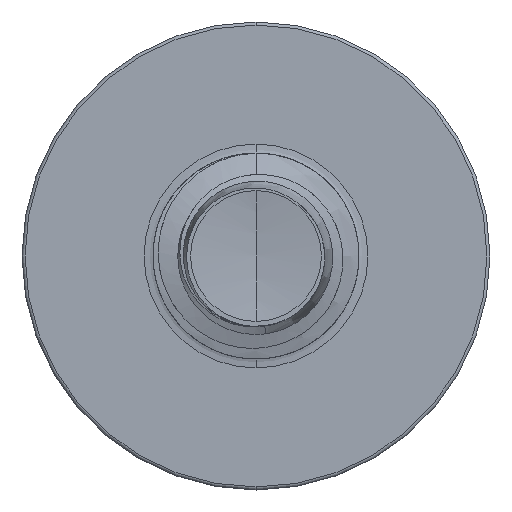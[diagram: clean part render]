
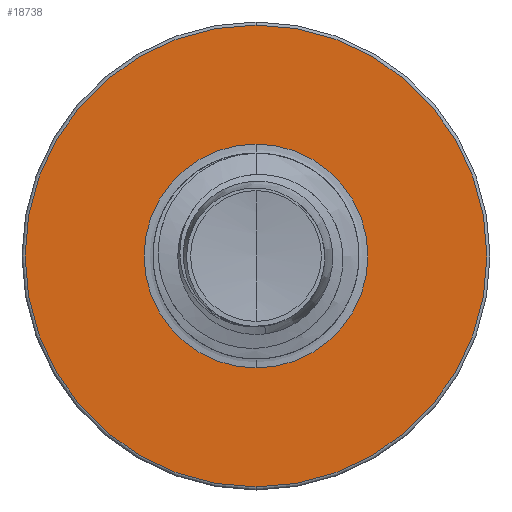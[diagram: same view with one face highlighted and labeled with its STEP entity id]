
A CAD part, front view. The second image highlights one B-rep face of the part: STEP entity #18738.
In plain terms, the highlighted planar face has unit normal (0, -1, 0).
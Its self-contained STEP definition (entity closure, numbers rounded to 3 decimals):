
#3432 = CIRCLE ( 'NONE', #11181, 2.467 ) ;
#3479 = ORIENTED_EDGE ( 'NONE', *, *, #19805, .F. ) ;
#3905 = CARTESIAN_POINT ( 'NONE',  ( 0., 7., 1.196 ) ) ;
#4542 = DIRECTION ( 'NONE',  ( 0., 0., 1. ) ) ;
#4597 = DIRECTION ( 'NONE',  ( 0., 1., 0. ) ) ;
#4645 = CARTESIAN_POINT ( 'NONE',  ( 0., 7., 0. ) ) ;
#4876 = AXIS2_PLACEMENT_3D ( 'NONE', #8834, #8831, #8790 ) ;
#6079 = FACE_BOUND ( 'NONE', #22532, .T. ) ;
#6216 = DIRECTION ( 'NONE',  ( 0., 0., 1. ) ) ;
#6251 = DIRECTION ( 'NONE',  ( 0., 1., 0. ) ) ;
#6264 = CARTESIAN_POINT ( 'NONE',  ( 0., 7., 0. ) ) ;
#8790 = DIRECTION ( 'NONE',  ( 0., 0., 1. ) ) ;
#8831 = DIRECTION ( 'NONE',  ( 0., 1., 0. ) ) ;
#8834 = CARTESIAN_POINT ( 'NONE',  ( 0., 7., 0. ) ) ;
#8939 = ORIENTED_EDGE ( 'NONE', *, *, #21259, .T. ) ;
#10655 = AXIS2_PLACEMENT_3D ( 'NONE', #12962, #12888, #12749 ) ;
#10819 = CARTESIAN_POINT ( 'NONE',  ( 0., 7., -1.196 ) ) ;
#10884 = VERTEX_POINT ( 'NONE', #10819 ) ;
#11181 = AXIS2_PLACEMENT_3D ( 'NONE', #6264, #6251, #6216 ) ;
#12609 = AXIS2_PLACEMENT_3D ( 'NONE', #14755, #15120, #14721 ) ;
#12749 = DIRECTION ( 'NONE',  ( 0., 0., 1. ) ) ;
#12888 = DIRECTION ( 'NONE',  ( 0., 1., 0. ) ) ;
#12962 = CARTESIAN_POINT ( 'NONE',  ( 0., 7., 0. ) ) ;
#13448 = EDGE_CURVE ( 'NONE', #22222, #20040, #21459, .T. ) ;
#14721 = DIRECTION ( 'NONE',  ( 0., 0., 1. ) ) ;
#14755 = CARTESIAN_POINT ( 'NONE',  ( 0., 7., -1.196 ) ) ;
#14792 = PLANE ( 'NONE',  #12609 ) ;
#15120 = DIRECTION ( 'NONE',  ( 0., 1., 0. ) ) ;
#15312 = AXIS2_PLACEMENT_3D ( 'NONE', #4645, #4597, #4542 ) ;
#15801 = CARTESIAN_POINT ( 'NONE',  ( 0., 7., 2.467 ) ) ;
#15961 = CIRCLE ( 'NONE', #4876, 1.196 ) ;
#16519 = CARTESIAN_POINT ( 'NONE',  ( 0., 7., -2.467 ) ) ;
#18116 = CIRCLE ( 'NONE', #10655, 1.196 ) ;
#18560 = FACE_OUTER_BOUND ( 'NONE', #22405, .T. ) ;
#18738 = ADVANCED_FACE ( 'NONE', ( #18560, #6079 ), #14792, .F. ) ;
#19197 = ORIENTED_EDGE ( 'NONE', *, *, #13448, .F. ) ;
#19805 = EDGE_CURVE ( 'NONE', #20040, #22222, #3432, .T. ) ;
#20040 = VERTEX_POINT ( 'NONE', #15801 ) ;
#20070 = EDGE_CURVE ( 'NONE', #10884, #21830, #18116, .T. ) ;
#21259 = EDGE_CURVE ( 'NONE', #21830, #10884, #15961, .T. ) ;
#21459 = CIRCLE ( 'NONE', #15312, 2.467 ) ;
#21830 = VERTEX_POINT ( 'NONE', #3905 ) ;
#22222 = VERTEX_POINT ( 'NONE', #16519 ) ;
#22405 = EDGE_LOOP ( 'NONE', ( #3479, #19197 ) ) ;
#22532 = EDGE_LOOP ( 'NONE', ( #8939, #22610 ) ) ;
#22610 = ORIENTED_EDGE ( 'NONE', *, *, #20070, .T. ) ;
